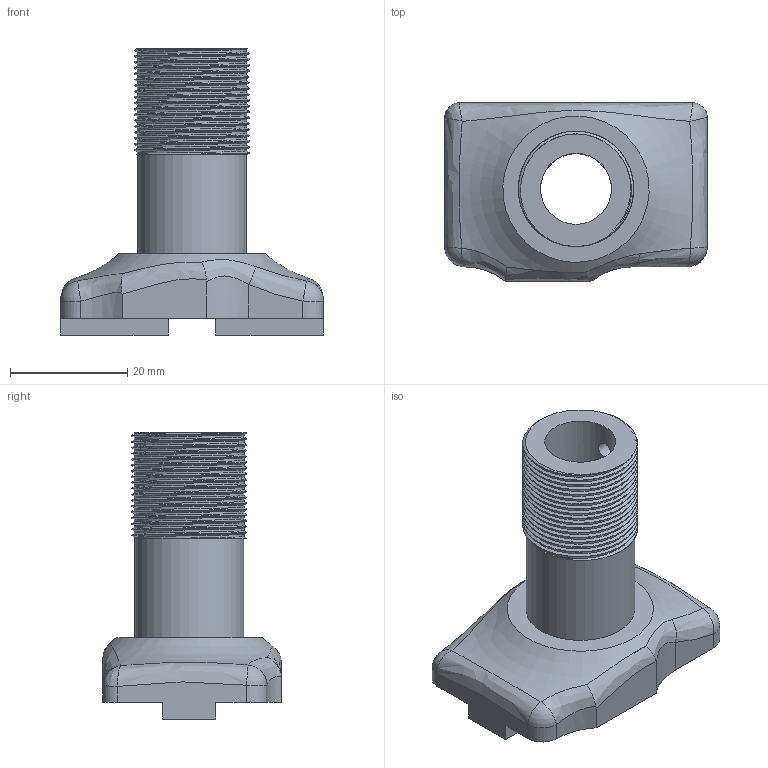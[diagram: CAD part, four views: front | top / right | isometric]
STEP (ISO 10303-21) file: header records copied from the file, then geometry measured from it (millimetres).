
FILE_DESCRIPTION(/* description */ (''),/* implementation_level */ '2;1');
FILE_NAME(/* name */ 'V7 BASE v6.step',/* time_stamp */ '2021-09-28T22:56:45+02:00',/* author */ (''),/* organization */ (''),/* preprocessor_version */ 'ST-DEVELOPER v18.1',/* originating_system */ 'Autodesk Translation Framework v10.10.0.1391',/* authorisation */ '');
FILE_SCHEMA (('AUTOMOTIVE_DESIGN { 1 0 10303 214 3 1 1 }'));
Length unit declared in the file: millimetre
Products named in the file (1): V7 BASE
Bounding box: 44.9 x 30.55 x 48.85 mm (x, y, z)
Volume: 16698.8 mm3; surface area: 8538.6 mm2
Topology: 1 solids, 1 shells, 140 faces, 400 edges, 261 vertices
Faces by surface type: cylinder 97, bspline 22, plane 18, sphere 2, torus 1
Full cylindrical faces by diameter (mm): 3 x1, 4.234 x12, 5.12 x4, 12.12 x1, 18.6 x1, 18.741 x13, 19.684 x13
Entity records: 12920 total; most frequent: CARTESIAN_POINT 9748, ORIENTED_EDGE 796, DIRECTION 436, EDGE_CURVE 398, VERTEX_POINT 261, B_SPLINE_CURVE_WITH_KNOTS 241, AXIS2_PLACEMENT_3D 160, EDGE_LOOP 145
